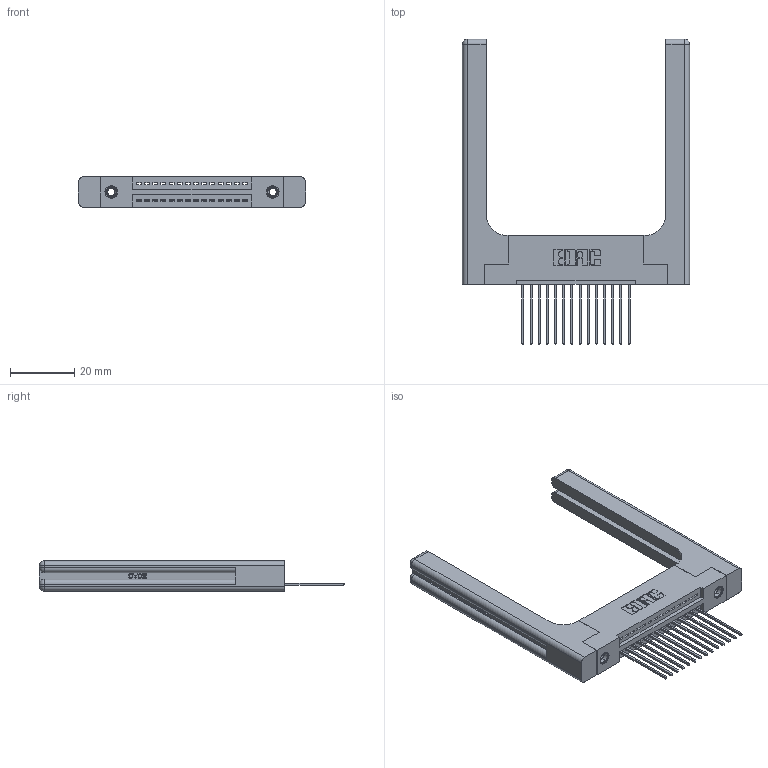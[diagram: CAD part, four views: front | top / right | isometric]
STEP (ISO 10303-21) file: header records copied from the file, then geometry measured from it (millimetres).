
FILE_DESCRIPTION (( 'STEP AP203' ), '1' );
FILE_NAME ('395-014-541-158.STEP', '2019-10-16T04:48:54', ( '' ), ( '' ), 'SwSTEP 2.0', 'SolidWorks 2016', '' );
FILE_SCHEMA (( 'CONFIG_CONTROL_DESIGN' ));
Length unit declared in the file: inch
Products named in the file (5): 345 Part_Flush Mounting Lugs - 0.156 Dia-TH; 395-014-541-158; 345-250-001_345-250-001-102; 345-292-001_345-293-141; 345-220-058_345-220-058
Assembly tree (19 placements, depth 2):
  395-014-541-158
    345 Part_Flush Mounting Lugs - 0.156 Dia-TH
    345-292-001_345-293-141  x14
    345-250-001_345-250-001-102  x2
    345-220-058_345-220-058  x2
Bounding box: 70.59 x 94.92 x 9.4 mm (x, y, z)
Volume: 15026.2 mm3; surface area: 13863 mm2
Topology: 19 solids, 19 shells, 1194 faces, 3471 edges, 2274 vertices
Faces by surface type: plane 788, cylinder 346, bspline 36, cone 12, sphere 8, torus 4
Entity records: 19506 total; most frequent: CARTESIAN_POINT 4351, ORIENTED_EDGE 3096, DIRECTION 2788, EDGE_CURVE 1548, VECTOR 1268, LINE 1268, VERTEX_POINT 1022, AXIS2_PLACEMENT_3D 760
